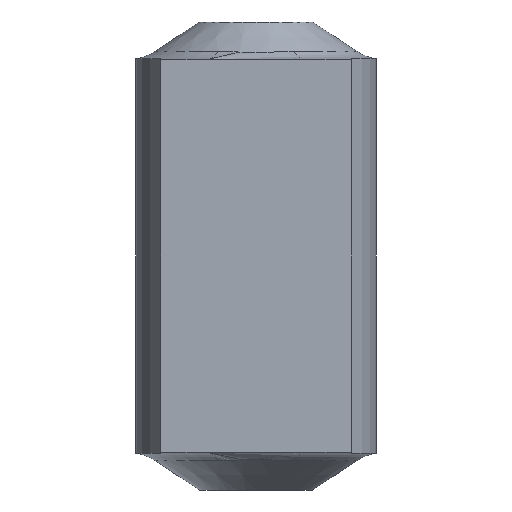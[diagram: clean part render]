
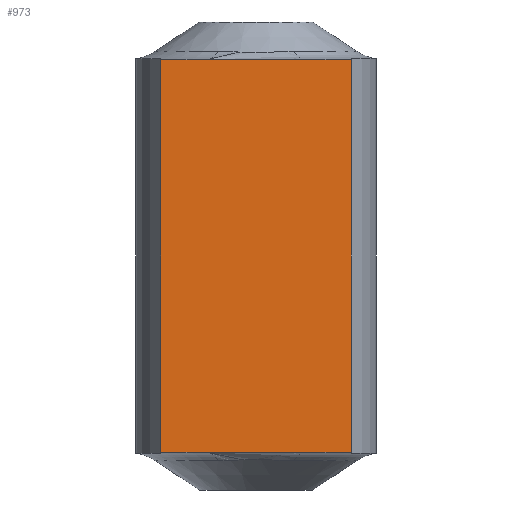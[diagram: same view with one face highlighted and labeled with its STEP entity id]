
A CAD part, front view. The second image highlights one B-rep face of the part: STEP entity #973.
In plain terms, the highlighted planar face has unit normal (0, -1, 0).
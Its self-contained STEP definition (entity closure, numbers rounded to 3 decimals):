
#94 = VERTEX_POINT ( 'NONE', #502 ) ;
#101 = VECTOR ( 'NONE', #267, 1000. ) ;
#186 = CARTESIAN_POINT ( 'NONE',  ( 11.413, 0., 11.75 ) ) ;
#211 = VECTOR ( 'NONE', #761, 1000. ) ;
#267 = DIRECTION ( 'NONE',  ( 1., 0., 0. ) ) ;
#293 = DIRECTION ( 'NONE',  ( 1., 0., 0. ) ) ;
#341 = ORIENTED_EDGE ( 'NONE', *, *, #675, .T. ) ;
#493 = CARTESIAN_POINT ( 'NONE',  ( 0., 0., -11.75 ) ) ;
#502 = CARTESIAN_POINT ( 'NONE',  ( 2.793, 0., 11.75 ) ) ;
#531 = FACE_OUTER_BOUND ( 'NONE', #1387, .T. ) ;
#551 = VERTEX_POINT ( 'NONE', #1097 ) ;
#559 = DIRECTION ( 'NONE',  ( 0., 0., -1. ) ) ;
#560 = ORIENTED_EDGE ( 'NONE', *, *, #2917, .F. ) ;
#675 = EDGE_CURVE ( 'NONE', #551, #2408, #2527, .T. ) ;
#687 = CARTESIAN_POINT ( 'NONE',  ( 0., 0., 11.75 ) ) ;
#726 = CARTESIAN_POINT ( 'NONE',  ( 0., 0., -11.75 ) ) ;
#761 = DIRECTION ( 'NONE',  ( 1., 0., 0. ) ) ;
#786 = VECTOR ( 'NONE', #2023, 1000. ) ;
#833 = DIRECTION ( 'NONE',  ( 0., 0., 1. ) ) ;
#968 = LINE ( 'NONE', #3555, #211 ) ;
#971 = VERTEX_POINT ( 'NONE', #1095 ) ;
#973 = ADVANCED_FACE ( 'NONE', ( #531 ), #1674, .T. ) ;
#996 = EDGE_CURVE ( 'NONE', #551, #2184, #3259, .T. ) ;
#1011 = VECTOR ( 'NONE', #1018, 1000. ) ;
#1018 = DIRECTION ( 'NONE',  ( 1., 0., 0. ) ) ;
#1035 = VECTOR ( 'NONE', #2776, 1000. ) ;
#1042 = LINE ( 'NONE', #2006, #786 ) ;
#1057 = CARTESIAN_POINT ( 'NONE',  ( 0., 0., 11.75 ) ) ;
#1095 = CARTESIAN_POINT ( 'NONE',  ( 8.619, 0., 11.75 ) ) ;
#1097 = CARTESIAN_POINT ( 'NONE',  ( 0., 0., -11.75 ) ) ;
#1213 = LINE ( 'NONE', #2266, #1653 ) ;
#1387 = EDGE_LOOP ( 'NONE', ( #1708, #560, #3064, #2625, #3491, #341, #1871, #3417 ) ) ;
#1567 = CARTESIAN_POINT ( 'NONE',  ( 2.793, 0., -11.75 ) ) ;
#1619 = EDGE_CURVE ( 'NONE', #2501, #2593, #1768, .T. ) ;
#1653 = VECTOR ( 'NONE', #293, 1000. ) ;
#1659 = CARTESIAN_POINT ( 'NONE',  ( 8.619, 0., -11.75 ) ) ;
#1674 = PLANE ( 'NONE',  #1994 ) ;
#1708 = ORIENTED_EDGE ( 'NONE', *, *, #2069, .T. ) ;
#1735 = EDGE_CURVE ( 'NONE', #2408, #2501, #2774, .T. ) ;
#1743 = VERTEX_POINT ( 'NONE', #186 ) ;
#1768 = LINE ( 'NONE', #726, #1011 ) ;
#1784 = CARTESIAN_POINT ( 'NONE',  ( 0., 0., -11.75 ) ) ;
#1792 = DIRECTION ( 'NONE',  ( 1., 0., 0. ) ) ;
#1871 = ORIENTED_EDGE ( 'NONE', *, *, #1735, .T. ) ;
#1911 = CARTESIAN_POINT ( 'NONE',  ( 11.413, 0., -11.75 ) ) ;
#1914 = EDGE_CURVE ( 'NONE', #2184, #94, #968, .T. ) ;
#1983 = CARTESIAN_POINT ( 'NONE',  ( 0., 0., -11.75 ) ) ;
#1994 = AXIS2_PLACEMENT_3D ( 'NONE', #3593, #2253, #559 ) ;
#2006 = CARTESIAN_POINT ( 'NONE',  ( 11.413, 0., -11.75 ) ) ;
#2023 = DIRECTION ( 'NONE',  ( 0., 0., 1. ) ) ;
#2069 = EDGE_CURVE ( 'NONE', #2593, #1743, #1042, .T. ) ;
#2184 = VERTEX_POINT ( 'NONE', #687 ) ;
#2186 = VECTOR ( 'NONE', #1792, 1000. ) ;
#2253 = DIRECTION ( 'NONE',  ( 0., -1., 0. ) ) ;
#2266 = CARTESIAN_POINT ( 'NONE',  ( 0., 0., 11.75 ) ) ;
#2408 = VERTEX_POINT ( 'NONE', #1567 ) ;
#2435 = EDGE_CURVE ( 'NONE', #94, #971, #2716, .T. ) ;
#2501 = VERTEX_POINT ( 'NONE', #1659 ) ;
#2512 = VECTOR ( 'NONE', #833, 1000. ) ;
#2527 = LINE ( 'NONE', #1784, #2186 ) ;
#2593 = VERTEX_POINT ( 'NONE', #1911 ) ;
#2625 = ORIENTED_EDGE ( 'NONE', *, *, #1914, .F. ) ;
#2716 = LINE ( 'NONE', #1057, #1035 ) ;
#2774 = LINE ( 'NONE', #493, #101 ) ;
#2776 = DIRECTION ( 'NONE',  ( 1., 0., 0. ) ) ;
#2917 = EDGE_CURVE ( 'NONE', #971, #1743, #1213, .T. ) ;
#3064 = ORIENTED_EDGE ( 'NONE', *, *, #2435, .F. ) ;
#3259 = LINE ( 'NONE', #1983, #2512 ) ;
#3417 = ORIENTED_EDGE ( 'NONE', *, *, #1619, .T. ) ;
#3491 = ORIENTED_EDGE ( 'NONE', *, *, #996, .F. ) ;
#3555 = CARTESIAN_POINT ( 'NONE',  ( 0., 0., 11.75 ) ) ;
#3593 = CARTESIAN_POINT ( 'NONE',  ( 0., 0., -11.75 ) ) ;
